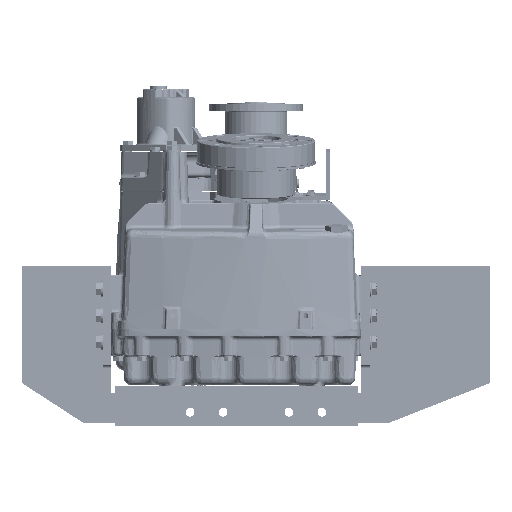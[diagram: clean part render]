
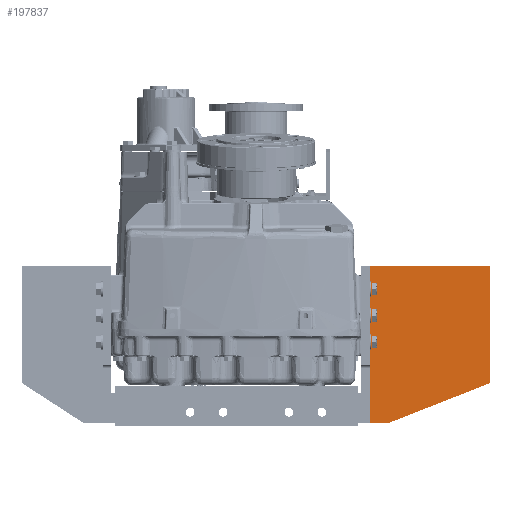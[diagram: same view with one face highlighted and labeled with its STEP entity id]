
A CAD part, front view. The second image highlights one B-rep face of the part: STEP entity #197837.
In plain terms, the highlighted planar face has unit normal (0, -1, 0).
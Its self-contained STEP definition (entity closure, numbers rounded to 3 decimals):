
#3653 = VERTEX_POINT ( 'NONE', #45488 ) ;
#12030 = VERTEX_POINT ( 'NONE', #245367 ) ;
#21158 = DIRECTION ( 'NONE',  ( 0., -1., 0. ) ) ;
#45488 = CARTESIAN_POINT ( 'NONE',  ( 257.175, -127., -69.863 ) ) ;
#50650 = ORIENTED_EDGE ( 'NONE', *, *, #159100, .T. ) ;
#56337 = ORIENTED_EDGE ( 'NONE', *, *, #149472, .T. ) ;
#59748 = LINE ( 'NONE', #232056, #174340 ) ;
#75928 = CARTESIAN_POINT ( 'NONE',  ( 450.85, -127., 231.762 ) ) ;
#76326 = ORIENTED_EDGE ( 'NONE', *, *, #184302, .T. ) ;
#92908 = CARTESIAN_POINT ( 'NONE',  ( 219.075, -127., 80.95 ) ) ;
#100400 = EDGE_CURVE ( 'NONE', #262580, #3653, #144856, .T. ) ;
#102948 = DIRECTION ( 'NONE',  ( 0., 0., 1. ) ) ;
#114516 = DIRECTION ( 'NONE',  ( 0., 0., -1. ) ) ;
#117250 = DIRECTION ( 'NONE',  ( -1., 0., 0. ) ) ;
#121347 = CARTESIAN_POINT ( 'NONE',  ( 334.963, -127., -69.863 ) ) ;
#126267 = LINE ( 'NONE', #198317, #177033 ) ;
#135305 = VECTOR ( 'NONE', #114516, 1000. ) ;
#143000 = DIRECTION ( 'NONE',  ( 1., 0., 0. ) ) ;
#144856 = LINE ( 'NONE', #121347, #195554 ) ;
#149472 = EDGE_CURVE ( 'NONE', #243928, #12030, #151092, .T. ) ;
#150182 = CARTESIAN_POINT ( 'NONE',  ( 219.075, -127., 231.762 ) ) ;
#151092 = LINE ( 'NONE', #203087, #252247 ) ;
#155792 = DIRECTION ( 'NONE',  ( 0.931, 0., 0.366 ) ) ;
#159100 = EDGE_CURVE ( 'NONE', #241456, #243928, #59748, .T. ) ;
#163410 = CARTESIAN_POINT ( 'NONE',  ( 450.85, -127., 6.337 ) ) ;
#171909 = DIRECTION ( 'NONE',  ( 0., 0., -1. ) ) ;
#174340 = VECTOR ( 'NONE', #102948, 1000. ) ;
#177033 = VECTOR ( 'NONE', #155792, 1000. ) ;
#184302 = EDGE_CURVE ( 'NONE', #12030, #262580, #243311, .T. ) ;
#189687 = FACE_OUTER_BOUND ( 'NONE', #190257, .T. ) ;
#189866 = PLANE ( 'NONE',  #244068 ) ;
#190257 = EDGE_LOOP ( 'NONE', ( #236687, #242642, #50650, #56337, #76326 ) ) ;
#195554 = VECTOR ( 'NONE', #143000, 1000. ) ;
#197837 = ADVANCED_FACE ( 'NONE', ( #189687 ), #189866, .T. ) ;
#198317 = CARTESIAN_POINT ( 'NONE',  ( 257.175, -127., -69.863 ) ) ;
#200387 = CARTESIAN_POINT ( 'NONE',  ( 219.075, -127., -69.863 ) ) ;
#203087 = CARTESIAN_POINT ( 'NONE',  ( 334.963, -127., 231.762 ) ) ;
#232056 = CARTESIAN_POINT ( 'NONE',  ( 450.85, -127., 119.05 ) ) ;
#236687 = ORIENTED_EDGE ( 'NONE', *, *, #100400, .T. ) ;
#241456 = VERTEX_POINT ( 'NONE', #163410 ) ;
#242642 = ORIENTED_EDGE ( 'NONE', *, *, #262986, .T. ) ;
#243311 = LINE ( 'NONE', #92908, #135305 ) ;
#243928 = VERTEX_POINT ( 'NONE', #75928 ) ;
#244068 = AXIS2_PLACEMENT_3D ( 'NONE', #150182, #21158, #171909 ) ;
#245367 = CARTESIAN_POINT ( 'NONE',  ( 219.075, -127., 231.762 ) ) ;
#252247 = VECTOR ( 'NONE', #117250, 1000. ) ;
#262580 = VERTEX_POINT ( 'NONE', #200387 ) ;
#262986 = EDGE_CURVE ( 'NONE', #3653, #241456, #126267, .T. ) ;
